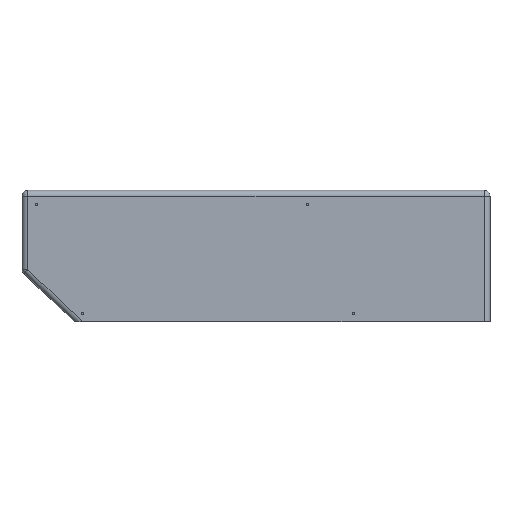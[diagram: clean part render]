
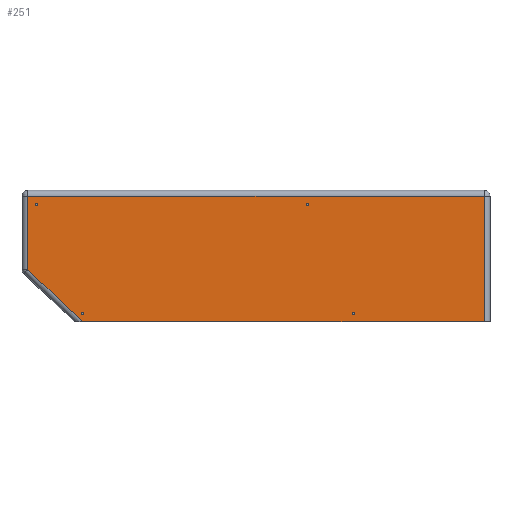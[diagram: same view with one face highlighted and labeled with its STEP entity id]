
A CAD part, front view. The second image highlights one B-rep face of the part: STEP entity #251.
In plain terms, the highlighted planar face has unit normal (0, -1, 0).
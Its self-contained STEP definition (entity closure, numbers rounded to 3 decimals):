
#6 = VERTEX_POINT ( 'NONE', #681 ) ;
#11 = VECTOR ( 'NONE', #44, 1000. ) ;
#12 = DIRECTION ( 'NONE',  ( -1., 0., 0. ) ) ;
#32 = DIRECTION ( 'NONE',  ( 0., -1., 0. ) ) ;
#41 = AXIS2_PLACEMENT_3D ( 'NONE', #1169, #581, #172 ) ;
#44 = DIRECTION ( 'NONE',  ( 1., 0., 0. ) ) ;
#47 = FACE_BOUND ( 'NONE', #136, .T. ) ;
#52 = AXIS2_PLACEMENT_3D ( 'NONE', #1041, #32, #827 ) ;
#53 = CARTESIAN_POINT ( 'NONE',  ( -400., -60., 230. ) ) ;
#69 = CARTESIAN_POINT ( 'NONE',  ( -306., -60., 14. ) ) ;
#88 = CARTESIAN_POINT ( 'NONE',  ( -304., -60., 14. ) ) ;
#106 = DIRECTION ( 'NONE',  ( 0., 0., -1. ) ) ;
#133 = CARTESIAN_POINT ( 'NONE',  ( 90., -60., 205. ) ) ;
#136 = EDGE_LOOP ( 'NONE', ( #810, #1194 ) ) ;
#140 = CARTESIAN_POINT ( 'NONE',  ( -302., -60., 14. ) ) ;
#147 = EDGE_LOOP ( 'NONE', ( #1177, #1006 ) ) ;
#167 = EDGE_CURVE ( 'NONE', #6, #367, #502, .T. ) ;
#172 = DIRECTION ( 'NONE',  ( -1., 0., 0. ) ) ;
#174 = CARTESIAN_POINT ( 'NONE',  ( 400., -60., 0. ) ) ;
#200 = VERTEX_POINT ( 'NONE', #849 ) ;
#209 = DIRECTION ( 'NONE',  ( -1., 0., 0. ) ) ;
#228 = CIRCLE ( 'NONE', #41, 2. ) ;
#243 = CIRCLE ( 'NONE', #760, 2. ) ;
#251 = ADVANCED_FACE ( 'NONE', ( #47, #939, #1168, #533, #398 ), #1261, .F. ) ;
#261 = EDGE_CURVE ( 'NONE', #948, #632, #645, .T. ) ;
#286 = CARTESIAN_POINT ( 'NONE',  ( -400., -60., 220. ) ) ;
#310 = CARTESIAN_POINT ( 'NONE',  ( 400., -60., 220. ) ) ;
#319 = ORIENTED_EDGE ( 'NONE', *, *, #504, .F. ) ;
#323 = ORIENTED_EDGE ( 'NONE', *, *, #644, .F. ) ;
#336 = ORIENTED_EDGE ( 'NONE', *, *, #261, .T. ) ;
#343 = EDGE_CURVE ( 'NONE', #200, #412, #1010, .T. ) ;
#346 = DIRECTION ( 'NONE',  ( 0., 1., 0. ) ) ;
#351 = CARTESIAN_POINT ( 'NONE',  ( 400., -60., 230. ) ) ;
#367 = VERTEX_POINT ( 'NONE', #174 ) ;
#381 = ORIENTED_EDGE ( 'NONE', *, *, #612, .F. ) ;
#383 = CARTESIAN_POINT ( 'NONE',  ( 400., -60., 230. ) ) ;
#387 = ORIENTED_EDGE ( 'NONE', *, *, #1248, .F. ) ;
#392 = CIRCLE ( 'NONE', #712, 2. ) ;
#398 = FACE_OUTER_BOUND ( 'NONE', #715, .T. ) ;
#411 = CARTESIAN_POINT ( 'NONE',  ( 90., -60., 205. ) ) ;
#412 = VERTEX_POINT ( 'NONE', #483 ) ;
#413 = VERTEX_POINT ( 'NONE', #1267 ) ;
#419 = CIRCLE ( 'NONE', #976, 2. ) ;
#436 = LINE ( 'NONE', #1027, #910 ) ;
#439 = AXIS2_PLACEMENT_3D ( 'NONE', #891, #992, #1004 ) ;
#473 = LINE ( 'NONE', #310, #1232 ) ;
#483 = CARTESIAN_POINT ( 'NONE',  ( -387., -60., 205. ) ) ;
#502 = LINE ( 'NONE', #1033, #11 ) ;
#504 = EDGE_CURVE ( 'NONE', #561, #688, #228, .T. ) ;
#518 = CIRCLE ( 'NONE', #439, 2. ) ;
#533 = FACE_BOUND ( 'NONE', #147, .T. ) ;
#542 = DIRECTION ( 'NONE',  ( 0., -1., 0. ) ) ;
#561 = VERTEX_POINT ( 'NONE', #616 ) ;
#581 = DIRECTION ( 'NONE',  ( 0., -1., 0. ) ) ;
#602 = DIRECTION ( 'NONE',  ( 0., -1., 0. ) ) ;
#610 = CARTESIAN_POINT ( 'NONE',  ( -400., -60., 91.364 ) ) ;
#612 = EDGE_CURVE ( 'NONE', #771, #367, #723, .T. ) ;
#616 = CARTESIAN_POINT ( 'NONE',  ( 169., -60., 14. ) ) ;
#632 = VERTEX_POINT ( 'NONE', #610 ) ;
#638 = DIRECTION ( 'NONE',  ( 0.724, 0., -0.69 ) ) ;
#644 = EDGE_CURVE ( 'NONE', #688, #561, #518, .T. ) ;
#645 = LINE ( 'NONE', #53, #720 ) ;
#677 = DIRECTION ( 'NONE',  ( -1., 0., 0. ) ) ;
#681 = CARTESIAN_POINT ( 'NONE',  ( -304.051, -60., 0. ) ) ;
#688 = VERTEX_POINT ( 'NONE', #1036 ) ;
#707 = DIRECTION ( 'NONE',  ( -1., 0., 0. ) ) ;
#712 = AXIS2_PLACEMENT_3D ( 'NONE', #411, #1197, #209 ) ;
#715 = EDGE_LOOP ( 'NONE', ( #336, #1218, #871, #381, #839 ) ) ;
#718 = AXIS2_PLACEMENT_3D ( 'NONE', #981, #884, #677 ) ;
#720 = VECTOR ( 'NONE', #852, 1000. ) ;
#723 = LINE ( 'NONE', #383, #1050 ) ;
#734 = CARTESIAN_POINT ( 'NONE',  ( 400., -60., 220. ) ) ;
#745 = VERTEX_POINT ( 'NONE', #140 ) ;
#760 = AXIS2_PLACEMENT_3D ( 'NONE', #88, #1090, #895 ) ;
#767 = DIRECTION ( 'NONE',  ( -1., 0., 0. ) ) ;
#771 = VERTEX_POINT ( 'NONE', #734 ) ;
#810 = ORIENTED_EDGE ( 'NONE', *, *, #1054, .F. ) ;
#816 = CARTESIAN_POINT ( 'NONE',  ( -385., -60., 205. ) ) ;
#827 = DIRECTION ( 'NONE',  ( -1., 0., 0. ) ) ;
#836 = DIRECTION ( 'NONE',  ( -1., 0., 0. ) ) ;
#839 = ORIENTED_EDGE ( 'NONE', *, *, #1201, .T. ) ;
#849 = CARTESIAN_POINT ( 'NONE',  ( -383., -60., 205. ) ) ;
#852 = DIRECTION ( 'NONE',  ( 0., 0., -1. ) ) ;
#871 = ORIENTED_EDGE ( 'NONE', *, *, #167, .T. ) ;
#884 = DIRECTION ( 'NONE',  ( 0., -1., 0. ) ) ;
#891 = CARTESIAN_POINT ( 'NONE',  ( 171., -60., 14. ) ) ;
#895 = DIRECTION ( 'NONE',  ( -1., 0., 0. ) ) ;
#910 = VECTOR ( 'NONE', #638, 1000. ) ;
#939 = FACE_BOUND ( 'NONE', #1093, .T. ) ;
#941 = CIRCLE ( 'NONE', #1212, 2. ) ;
#948 = VERTEX_POINT ( 'NONE', #286 ) ;
#976 = AXIS2_PLACEMENT_3D ( 'NONE', #133, #542, #836 ) ;
#981 = CARTESIAN_POINT ( 'NONE',  ( -385., -60., 205. ) ) ;
#992 = DIRECTION ( 'NONE',  ( 0., -1., 0. ) ) ;
#1004 = DIRECTION ( 'NONE',  ( -1., 0., 0. ) ) ;
#1006 = ORIENTED_EDGE ( 'NONE', *, *, #343, .F. ) ;
#1010 = CIRCLE ( 'NONE', #718, 2. ) ;
#1026 = VERTEX_POINT ( 'NONE', #69 ) ;
#1027 = CARTESIAN_POINT ( 'NONE',  ( -49.668, -60., -242.23 ) ) ;
#1033 = CARTESIAN_POINT ( 'NONE',  ( 400., -60., 0. ) ) ;
#1036 = CARTESIAN_POINT ( 'NONE',  ( 173., -60., 14. ) ) ;
#1041 = CARTESIAN_POINT ( 'NONE',  ( -304., -60., 14. ) ) ;
#1050 = VECTOR ( 'NONE', #106, 1000. ) ;
#1054 = EDGE_CURVE ( 'NONE', #1026, #745, #243, .T. ) ;
#1085 = EDGE_CURVE ( 'NONE', #412, #200, #941, .T. ) ;
#1090 = DIRECTION ( 'NONE',  ( 0., -1., 0. ) ) ;
#1093 = EDGE_LOOP ( 'NONE', ( #319, #323 ) ) ;
#1113 = EDGE_CURVE ( 'NONE', #413, #1179, #392, .T. ) ;
#1115 = CARTESIAN_POINT ( 'NONE',  ( 88., -60., 205. ) ) ;
#1166 = AXIS2_PLACEMENT_3D ( 'NONE', #351, #346, #767 ) ;
#1168 = FACE_BOUND ( 'NONE', #1191, .T. ) ;
#1169 = CARTESIAN_POINT ( 'NONE',  ( 171., -60., 14. ) ) ;
#1177 = ORIENTED_EDGE ( 'NONE', *, *, #1085, .F. ) ;
#1179 = VERTEX_POINT ( 'NONE', #1115 ) ;
#1189 = CIRCLE ( 'NONE', #52, 2. ) ;
#1190 = EDGE_CURVE ( 'NONE', #745, #1026, #1189, .T. ) ;
#1191 = EDGE_LOOP ( 'NONE', ( #387, #1291 ) ) ;
#1194 = ORIENTED_EDGE ( 'NONE', *, *, #1190, .F. ) ;
#1197 = DIRECTION ( 'NONE',  ( 0., -1., 0. ) ) ;
#1201 = EDGE_CURVE ( 'NONE', #771, #948, #473, .T. ) ;
#1209 = EDGE_CURVE ( 'NONE', #632, #6, #436, .T. ) ;
#1212 = AXIS2_PLACEMENT_3D ( 'NONE', #816, #602, #707 ) ;
#1218 = ORIENTED_EDGE ( 'NONE', *, *, #1209, .T. ) ;
#1232 = VECTOR ( 'NONE', #12, 1000. ) ;
#1248 = EDGE_CURVE ( 'NONE', #1179, #413, #419, .T. ) ;
#1261 = PLANE ( 'NONE',  #1166 ) ;
#1267 = CARTESIAN_POINT ( 'NONE',  ( 92., -60., 205. ) ) ;
#1291 = ORIENTED_EDGE ( 'NONE', *, *, #1113, .F. ) ;
